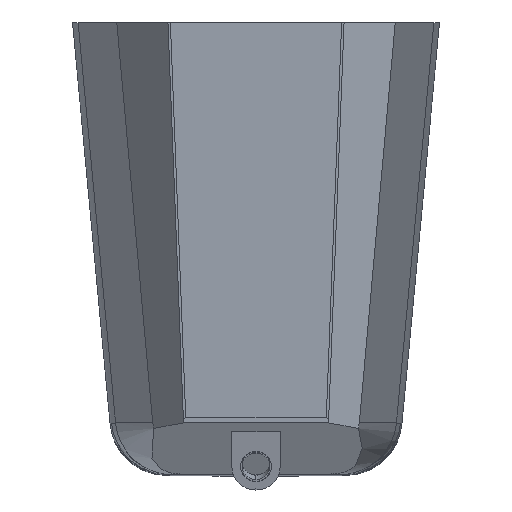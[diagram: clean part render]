
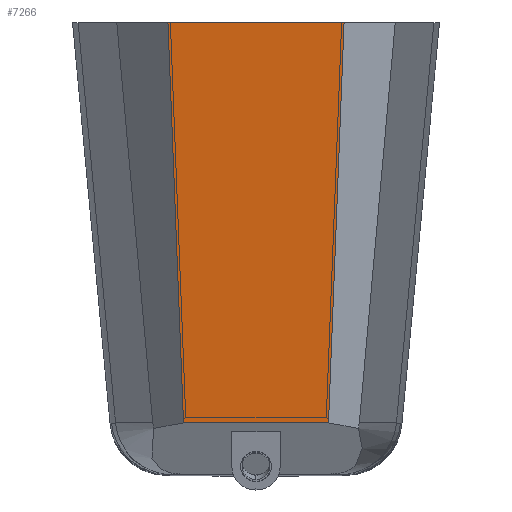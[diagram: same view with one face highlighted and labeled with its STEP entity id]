
A CAD part, top view. The second image highlights one B-rep face of the part: STEP entity #7266.
In plain terms, the highlighted planar face has unit normal (0, -0.093, 0.996).
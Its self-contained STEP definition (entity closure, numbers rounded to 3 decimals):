
#186 = LINE ( 'NONE', #8554, #3744 ) ;
#436 = ORIENTED_EDGE ( 'NONE', *, *, #2550, .T. ) ;
#664 = EDGE_CURVE ( 'NONE', #1045, #8304, #9754, .T. ) ;
#758 = CARTESIAN_POINT ( 'NONE',  ( -91.299, 259.875, 1028.727 ) ) ;
#802 = ORIENTED_EDGE ( 'NONE', *, *, #664, .F. ) ;
#1045 = VERTEX_POINT ( 'NONE', #1560 ) ;
#1560 = CARTESIAN_POINT ( 'NONE',  ( -75.161, -155.682, 989.769 ) ) ;
#1881 = DIRECTION ( 'NONE',  ( 0.039, 0.995, 0.093 ) ) ;
#2539 = CARTESIAN_POINT ( 'NONE',  ( -91.299, 259.875, 1028.727 ) ) ;
#2550 = EDGE_CURVE ( 'NONE', #8024, #8353, #186, .T. ) ;
#2830 = CARTESIAN_POINT ( 'NONE',  ( 73.125, -155.682, 989.769 ) ) ;
#3002 = VECTOR ( 'NONE', #4080, 1000. ) ;
#3093 = CARTESIAN_POINT ( 'NONE',  ( -82.212, 25.875, 1006.79 ) ) ;
#3744 = VECTOR ( 'NONE', #1881, 1000. ) ;
#4080 = DIRECTION ( 'NONE',  ( 1., 0., 0. ) ) ;
#4205 = VECTOR ( 'NONE', #6423, 1000. ) ;
#4260 = LINE ( 'NONE', #2830, #5994 ) ;
#5532 = ORIENTED_EDGE ( 'NONE', *, *, #10106, .T. ) ;
#5994 = VECTOR ( 'NONE', #8679, 1000. ) ;
#6144 = EDGE_LOOP ( 'NONE', ( #802, #5532, #436, #10290 ) ) ;
#6231 = CARTESIAN_POINT ( 'NONE',  ( -73.125, -208.125, 984.852 ) ) ;
#6423 = DIRECTION ( 'NONE',  ( -0.039, 0.995, 0.093 ) ) ;
#6982 = AXIS2_PLACEMENT_3D ( 'NONE', #6231, #10475, #8857 ) ;
#7266 = ADVANCED_FACE ( 'NONE', ( #8699 ), #8651, .T. ) ;
#8024 = VERTEX_POINT ( 'NONE', #10244 ) ;
#8200 = LINE ( 'NONE', #758, #3002 ) ;
#8304 = VERTEX_POINT ( 'NONE', #2539 ) ;
#8348 = CARTESIAN_POINT ( 'NONE',  ( 91.299, 259.875, 1028.727 ) ) ;
#8353 = VERTEX_POINT ( 'NONE', #8348 ) ;
#8554 = CARTESIAN_POINT ( 'NONE',  ( 82.212, 25.875, 1006.79 ) ) ;
#8651 = PLANE ( 'NONE',  #6982 ) ;
#8679 = DIRECTION ( 'NONE',  ( 1., 0., 0. ) ) ;
#8699 = FACE_OUTER_BOUND ( 'NONE', #6144, .T. ) ;
#8857 = DIRECTION ( 'NONE',  ( 1., 0., 0. ) ) ;
#8962 = EDGE_CURVE ( 'NONE', #8304, #8353, #8200, .T. ) ;
#9754 = LINE ( 'NONE', #3093, #4205 ) ;
#10106 = EDGE_CURVE ( 'NONE', #1045, #8024, #4260, .T. ) ;
#10244 = CARTESIAN_POINT ( 'NONE',  ( 75.161, -155.682, 989.769 ) ) ;
#10290 = ORIENTED_EDGE ( 'NONE', *, *, #8962, .F. ) ;
#10475 = DIRECTION ( 'NONE',  ( 0., -0.093, 0.996 ) ) ;
